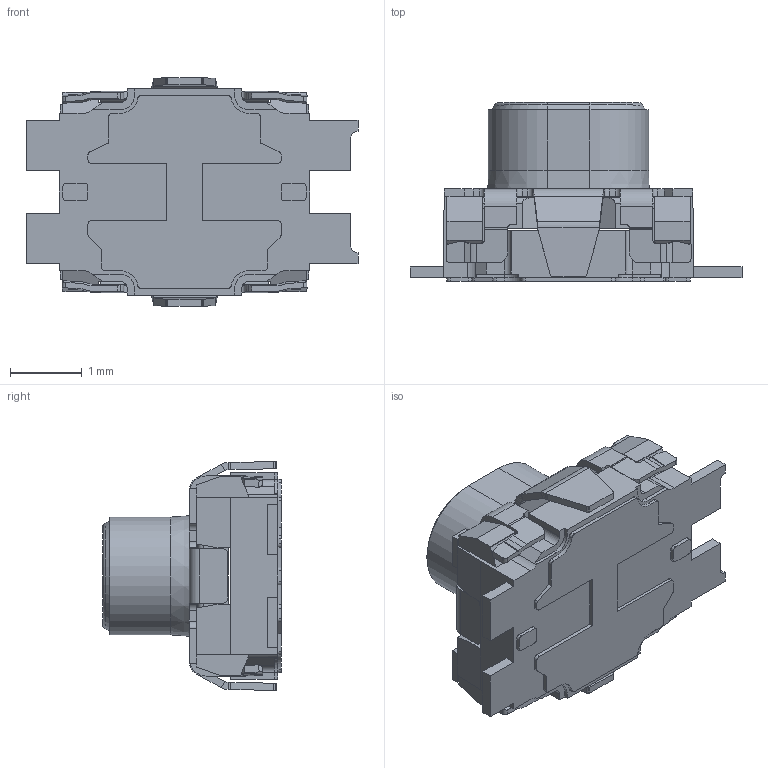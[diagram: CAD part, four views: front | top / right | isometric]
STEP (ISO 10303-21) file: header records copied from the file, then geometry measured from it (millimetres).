
FILE_DESCRIPTION(('FreeCAD Model'),'2;1');
FILE_NAME('Open CASCADE Shape Model','2025-01-27T17:50:09',('Author'),( ''),'Open CASCADE STEP processor 7.6','FreeCAD','Unknown');
FILE_SCHEMA(('AUTOMOTIVE_DESIGN { 1 0 10303 214 1 1 1 1 }'));
Length unit declared in the file: millimetre
Products named in the file (3): SKTHBA002; SKTHBA; SKTHBA001
Assembly tree (2 placements, depth 2):
  SKTHBA002
    SKTHBA
    SKTHBA001
Bounding box: 4.64 x 2.5 x 3.2 mm (x, y, z)
Volume: 14.6 mm3; surface area: 82.4 mm2
Topology: 2 solids, 2 shells, 565 faces, 1589 edges, 1018 vertices
Faces by surface type: plane 344, cylinder 175, bspline 32, cone 8, torus 6
Entity records: 22556 total; most frequent: CARTESIAN_POINT 4437, ORIENTED_EDGE 3178, DIRECTION 2821, EDGE_CURVE 1589, LINE 1145, VECTOR 1145, VERTEX_POINT 1018, AXIS2_PLACEMENT_3D 838
